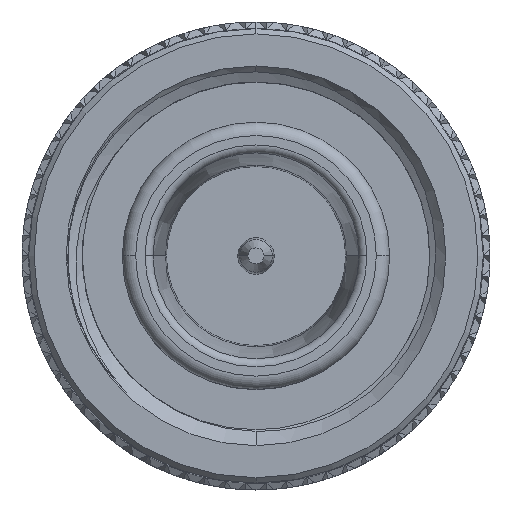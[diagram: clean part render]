
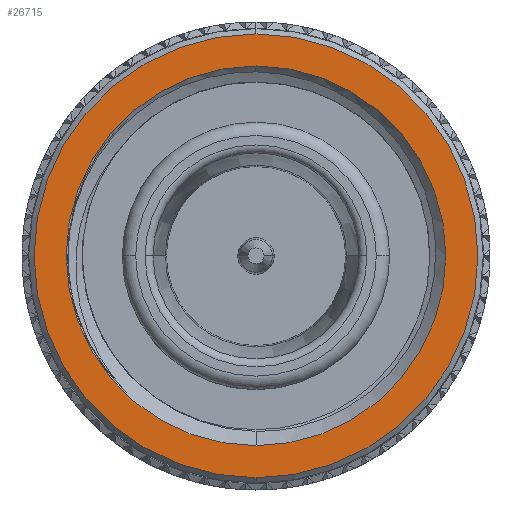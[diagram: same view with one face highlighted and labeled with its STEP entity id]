
A CAD part, top view. The second image highlights one B-rep face of the part: STEP entity #26715.
In plain terms, the highlighted planar face has unit normal (0, 0, 1).
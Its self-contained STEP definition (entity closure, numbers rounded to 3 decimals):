
#771 = CARTESIAN_POINT ( 'NONE',  ( 0., 7.1, -0.5 ) ) ;
#2643 = EDGE_CURVE ( 'NONE', #35605, #61154, #59117, .T. ) ;
#3371 = CIRCLE ( 'NONE', #58448, 7.1 ) ;
#3919 = PLANE ( 'NONE',  #39013 ) ;
#8052 = CARTESIAN_POINT ( 'NONE',  ( 0., 0., -0.5 ) ) ;
#9179 = DIRECTION ( 'NONE',  ( 0., 0., 1. ) ) ;
#9812 = DIRECTION ( 'NONE',  ( 0., -1., 0. ) ) ;
#10616 = DIRECTION ( 'NONE',  ( 0., 0., 1. ) ) ;
#11630 = DIRECTION ( 'NONE',  ( 0., -1., 0. ) ) ;
#11696 = DIRECTION ( 'NONE',  ( 0., 0., 1. ) ) ;
#12319 = CARTESIAN_POINT ( 'NONE',  ( 0., -8.3, -0.5 ) ) ;
#14287 = ORIENTED_EDGE ( 'NONE', *, *, #35433, .T. ) ;
#15729 = CIRCLE ( 'NONE', #20562, 8.3 ) ;
#20562 = AXIS2_PLACEMENT_3D ( 'NONE', #49194, #64254, #11630 ) ;
#22360 = FACE_OUTER_BOUND ( 'NONE', #48319, .T. ) ;
#22968 = CARTESIAN_POINT ( 'NONE',  ( 0., -7.1, -0.5 ) ) ;
#26473 = DIRECTION ( 'NONE',  ( 0., -1., 0. ) ) ;
#26715 = ADVANCED_FACE ( 'NONE', ( #22360, #44670 ), #3919, .F. ) ;
#27338 = EDGE_LOOP ( 'NONE', ( #42649, #43095 ) ) ;
#29987 = CARTESIAN_POINT ( 'NONE',  ( 0., 0., -0.5 ) ) ;
#30227 = DIRECTION ( 'NONE',  ( 0., 0., -1. ) ) ;
#33943 = VERTEX_POINT ( 'NONE', #12319 ) ;
#34919 = AXIS2_PLACEMENT_3D ( 'NONE', #42182, #10616, #26473 ) ;
#35433 = EDGE_CURVE ( 'NONE', #33943, #50099, #42489, .T. ) ;
#35605 = VERTEX_POINT ( 'NONE', #771 ) ;
#39013 = AXIS2_PLACEMENT_3D ( 'NONE', #29987, #30227, #51441 ) ;
#40968 = DIRECTION ( 'NONE',  ( 0., -1., 0. ) ) ;
#42182 = CARTESIAN_POINT ( 'NONE',  ( 0., 0., -0.5 ) ) ;
#42489 = CIRCLE ( 'NONE', #50420, 8.3 ) ;
#42649 = ORIENTED_EDGE ( 'NONE', *, *, #46195, .F. ) ;
#43095 = ORIENTED_EDGE ( 'NONE', *, *, #2643, .F. ) ;
#43853 = ORIENTED_EDGE ( 'NONE', *, *, #43892, .T. ) ;
#43892 = EDGE_CURVE ( 'NONE', #50099, #33943, #15729, .T. ) ;
#44670 = FACE_BOUND ( 'NONE', #27338, .T. ) ;
#46195 = EDGE_CURVE ( 'NONE', #61154, #35605, #3371, .T. ) ;
#48319 = EDGE_LOOP ( 'NONE', ( #43853, #14287 ) ) ;
#48907 = CARTESIAN_POINT ( 'NONE',  ( 0., 8.3, -0.5 ) ) ;
#49194 = CARTESIAN_POINT ( 'NONE',  ( 0., 0., -0.5 ) ) ;
#49573 = CARTESIAN_POINT ( 'NONE',  ( 0., 0., -0.5 ) ) ;
#50099 = VERTEX_POINT ( 'NONE', #48907 ) ;
#50420 = AXIS2_PLACEMENT_3D ( 'NONE', #8052, #9179, #40968 ) ;
#51441 = DIRECTION ( 'NONE',  ( 0., 1., 0. ) ) ;
#58448 = AXIS2_PLACEMENT_3D ( 'NONE', #49573, #11696, #9812 ) ;
#59117 = CIRCLE ( 'NONE', #34919, 7.1 ) ;
#61154 = VERTEX_POINT ( 'NONE', #22968 ) ;
#64254 = DIRECTION ( 'NONE',  ( 0., 0., 1. ) ) ;
